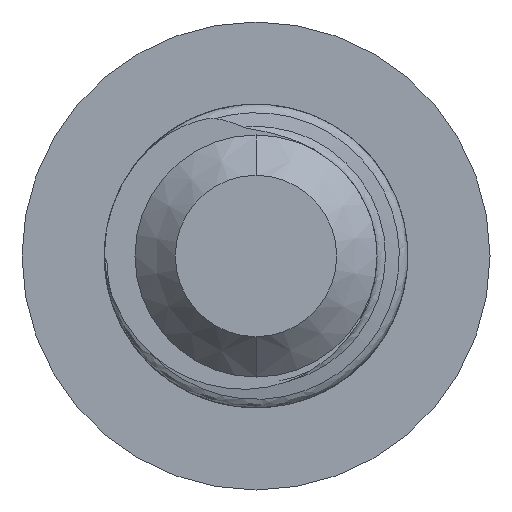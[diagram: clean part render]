
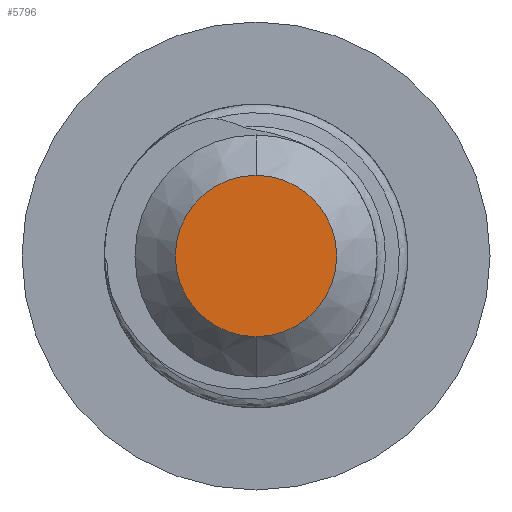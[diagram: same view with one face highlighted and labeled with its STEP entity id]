
A CAD part, front view. The second image highlights one B-rep face of the part: STEP entity #5796.
In plain terms, the highlighted planar face has unit normal (0, -1, 0).
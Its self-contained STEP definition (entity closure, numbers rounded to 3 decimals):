
#97 = CARTESIAN_POINT ( 'NONE',  ( 0., -15., 0. ) ) ;
#289 = VERTEX_POINT ( 'NONE', #3397 ) ;
#870 = FACE_OUTER_BOUND ( 'NONE', #4299, .T. ) ;
#910 = CARTESIAN_POINT ( 'NONE',  ( 0., -15., 0. ) ) ;
#976 = DIRECTION ( 'NONE',  ( 0., 0., 1. ) ) ;
#1160 = VERTEX_POINT ( 'NONE', #5268 ) ;
#1364 = EDGE_CURVE ( 'NONE', #289, #1160, #6430, .T. ) ;
#1890 = DIRECTION ( 'NONE',  ( 0., -1., 0. ) ) ;
#2463 = EDGE_CURVE ( 'NONE', #1160, #289, #4617, .T. ) ;
#2850 = AXIS2_PLACEMENT_3D ( 'NONE', #910, #5906, #4612 ) ;
#3228 = DIRECTION ( 'NONE',  ( 0., 0., 1. ) ) ;
#3397 = CARTESIAN_POINT ( 'NONE',  ( 0., -15., -2. ) ) ;
#3930 = DIRECTION ( 'NONE',  ( 0., 1., 0. ) ) ;
#4299 = EDGE_LOOP ( 'NONE', ( #4628, #6033 ) ) ;
#4612 = DIRECTION ( 'NONE',  ( 0., 0., 1. ) ) ;
#4617 = CIRCLE ( 'NONE', #2850, 2. ) ;
#4628 = ORIENTED_EDGE ( 'NONE', *, *, #2463, .T. ) ;
#4702 = AXIS2_PLACEMENT_3D ( 'NONE', #97, #3930, #976 ) ;
#5157 = CARTESIAN_POINT ( 'NONE',  ( 0., -15., 0. ) ) ;
#5227 = AXIS2_PLACEMENT_3D ( 'NONE', #5157, #1890, #3228 ) ;
#5268 = CARTESIAN_POINT ( 'NONE',  ( 0., -15., 2. ) ) ;
#5548 = PLANE ( 'NONE',  #4702 ) ;
#5796 = ADVANCED_FACE ( 'NONE', ( #870 ), #5548, .F. ) ;
#5906 = DIRECTION ( 'NONE',  ( 0., -1., 0. ) ) ;
#6033 = ORIENTED_EDGE ( 'NONE', *, *, #1364, .T. ) ;
#6430 = CIRCLE ( 'NONE', #5227, 2. ) ;
